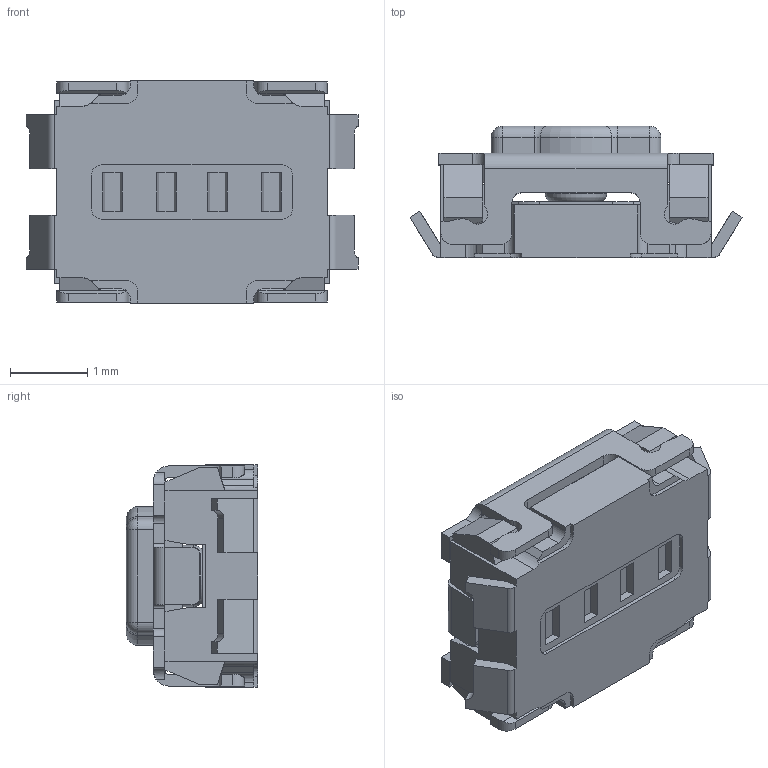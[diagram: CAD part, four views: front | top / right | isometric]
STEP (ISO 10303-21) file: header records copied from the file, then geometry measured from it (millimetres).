
FILE_DESCRIPTION( ( 'STEP AP214' ), '1' );
FILE_NAME( 'psolqas_18244_0.stp', '2021-09-08T11:53:49', ( 'License CC BY-ND 4.0' ), ( 'CADENAS' ), ' ', 'PARTsolutions', ' ' );
FILE_SCHEMA( ( 'AUTOMOTIVE_DESIGN { 1 0 10303 214 1 1 1 1 }' ) );
Length unit declared in the file: metre
Products named in the file (1): 1
Bounding box: 4.3 x 1.7 x 2.88 mm (x, y, z)
Volume: 10.4 mm3; surface area: 91.9 mm2
Topology: 1 solids, 1 shells, 428 faces, 1273 edges, 834 vertices
Faces by surface type: plane 289, cylinder 123, torus 7, sphere 6, cone 3
Full cylindrical faces by diameter (mm): 0.5 x1, 0.8 x1
Entity records: 14354 total; most frequent: CARTESIAN_POINT 2653, ORIENTED_EDGE 2522, DIRECTION 2382, EDGE_CURVE 1261, LINE 942, VECTOR 942, VERTEX_POINT 832, AXIS2_PLACEMENT_3D 720
